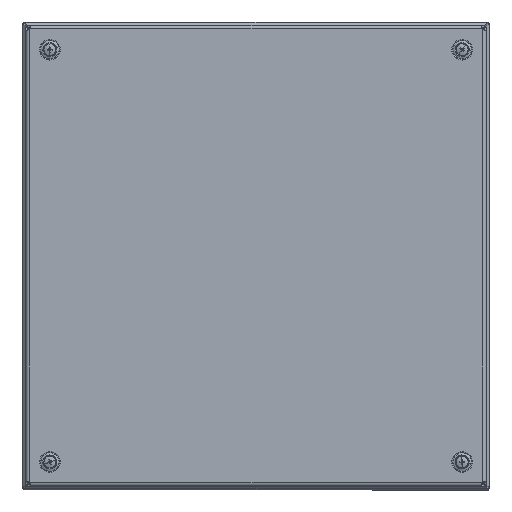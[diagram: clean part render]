
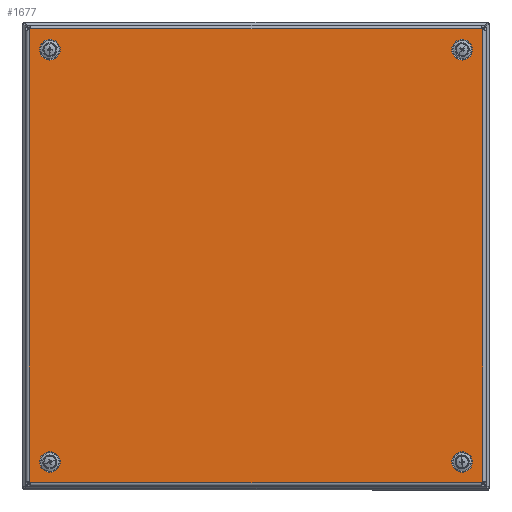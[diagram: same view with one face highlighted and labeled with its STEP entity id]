
A CAD part, top view. The second image highlights one B-rep face of the part: STEP entity #1677.
In plain terms, the highlighted face is planar.
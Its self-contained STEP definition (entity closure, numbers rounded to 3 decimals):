
#680 = ORIENTED_EDGE ( 'NONE', *, *, #17406, .T. ) ;
#704 = EDGE_LOOP ( 'NONE', ( #680, #29632 ) ) ;
#1634 = VERTEX_POINT ( 'NONE', #7811 ) ;
#1635 = ORIENTED_EDGE ( 'NONE', *, *, #1636, .T. ) ;
#1636 = EDGE_CURVE ( 'NONE', #1634, #1637, #7810, .T. ) ;
#1637 = VERTEX_POINT ( 'NONE', #7806 ) ;
#1638 = ORIENTED_EDGE ( 'NONE', *, *, #1639, .F. ) ;
#1639 = EDGE_CURVE ( 'NONE', #1640, #1637, #7805, .T. ) ;
#1640 = VERTEX_POINT ( 'NONE', #7800 ) ;
#1641 = ORIENTED_EDGE ( 'NONE', *, *, #1642, .T. ) ;
#1642 = EDGE_CURVE ( 'NONE', #1640, #1643, #7799, .T. ) ;
#1643 = VERTEX_POINT ( 'NONE', #7795 ) ;
#1644 = ORIENTED_EDGE ( 'NONE', *, *, #1728, .T. ) ;
#1660 = ORIENTED_EDGE ( 'NONE', *, *, #1662, .F. ) ;
#1662 = EDGE_CURVE ( 'NONE', #3249, #3195, #7839, .T. ) ;
#1663 = ORIENTED_EDGE ( 'NONE', *, *, #3248, .F. ) ;
#1664 = EDGE_LOOP ( 'NONE', ( #1665, #1666 ) ) ;
#1665 = ORIENTED_EDGE ( 'NONE', *, *, #27899, .T. ) ;
#1666 = ORIENTED_EDGE ( 'NONE', *, *, #1667, .T. ) ;
#1667 = EDGE_CURVE ( 'NONE', #27894, #27901, #7834, .T. ) ;
#1669 = EDGE_LOOP ( 'NONE', ( #1670, #1672 ) ) ;
#1670 = ORIENTED_EDGE ( 'NONE', *, *, #1671, .F. ) ;
#1671 = EDGE_CURVE ( 'NONE', #28219, #28215, #7829, .T. ) ;
#1672 = ORIENTED_EDGE ( 'NONE', *, *, #28217, .F. ) ;
#1673 = EDGE_LOOP ( 'NONE', ( #1719, #1635, #1638, #1641, #1644, #1825, #1828, #1831 ) ) ;
#1677 = ADVANCED_FACE ( 'NONE', ( #7824, #7823, #7822, #7821, #7820 ), #7819, .F. ) ;
#1719 = ORIENTED_EDGE ( 'NONE', *, *, #1720, .T. ) ;
#1720 = EDGE_CURVE ( 'NONE', #1721, #1634, #7924, .T. ) ;
#1721 = VERTEX_POINT ( 'NONE', #7919 ) ;
#1728 = EDGE_CURVE ( 'NONE', #1643, #1775, #7907, .T. ) ;
#1775 = VERTEX_POINT ( 'NONE', #8036 ) ;
#1825 = ORIENTED_EDGE ( 'NONE', *, *, #1826, .T. ) ;
#1826 = EDGE_CURVE ( 'NONE', #1775, #1827, #8126, .T. ) ;
#1827 = VERTEX_POINT ( 'NONE', #8122 ) ;
#1828 = ORIENTED_EDGE ( 'NONE', *, *, #1829, .F. ) ;
#1829 = EDGE_CURVE ( 'NONE', #1830, #1827, #8121, .T. ) ;
#1830 = VERTEX_POINT ( 'NONE', #8116 ) ;
#1831 = ORIENTED_EDGE ( 'NONE', *, *, #1832, .T. ) ;
#1832 = EDGE_CURVE ( 'NONE', #1830, #1721, #8115, .T. ) ;
#3195 = VERTEX_POINT ( 'NONE', #11705 ) ;
#3248 = EDGE_CURVE ( 'NONE', #3195, #3249, #11846, .T. ) ;
#3249 = VERTEX_POINT ( 'NONE', #11841 ) ;
#7795 = CARTESIAN_POINT ( 'NONE',  ( 194., -193.5, 0. ) ) ;
#7796 = DIRECTION ( 'NONE',  ( 0., -1., 0. ) ) ;
#7797 = VECTOR ( 'NONE', #7796, 1000. ) ;
#7798 = CARTESIAN_POINT ( 'NONE',  ( 194., -210., 0. ) ) ;
#7799 = LINE ( 'NONE', #7798, #7797 ) ;
#7800 = CARTESIAN_POINT ( 'NONE',  ( 194., 193.5, 0. ) ) ;
#7801 = DIRECTION ( 'NONE',  ( -1., 0., 0. ) ) ;
#7802 = DIRECTION ( 'NONE',  ( 0., 0., -1. ) ) ;
#7803 = CARTESIAN_POINT ( 'NONE',  ( 195.5, 195.5, 0. ) ) ;
#7804 = AXIS2_PLACEMENT_3D ( 'NONE', #7803, #7802, #7801 ) ;
#7805 = CIRCLE ( 'NONE', #7804, 2.5 ) ;
#7806 = CARTESIAN_POINT ( 'NONE',  ( 193.5, 194., 0. ) ) ;
#7807 = DIRECTION ( 'NONE',  ( 1., 0., 0. ) ) ;
#7808 = VECTOR ( 'NONE', #7807, 1000. ) ;
#7809 = CARTESIAN_POINT ( 'NONE',  ( -210., 194., 0. ) ) ;
#7810 = LINE ( 'NONE', #7809, #7808 ) ;
#7811 = CARTESIAN_POINT ( 'NONE',  ( -193.5, 194., 0. ) ) ;
#7819 = PLANE ( 'NONE',  #7882 ) ;
#7820 = FACE_OUTER_BOUND ( 'NONE', #1673, .T. ) ;
#7821 = FACE_BOUND ( 'NONE', #1669, .T. ) ;
#7822 = FACE_BOUND ( 'NONE', #1664, .T. ) ;
#7823 = FACE_BOUND ( 'NONE', #29258, .T. ) ;
#7824 = FACE_BOUND ( 'NONE', #704, .T. ) ;
#7825 = DIRECTION ( 'NONE',  ( 0., 1., 0. ) ) ;
#7826 = DIRECTION ( 'NONE',  ( 0., 0., -1. ) ) ;
#7827 = CARTESIAN_POINT ( 'NONE',  ( 176.25, 176.25, 0. ) ) ;
#7828 = AXIS2_PLACEMENT_3D ( 'NONE', #7827, #7826, #7825 ) ;
#7829 = CIRCLE ( 'NONE', #7828, 8.817 ) ;
#7830 = DIRECTION ( 'NONE',  ( 0., 1., 0. ) ) ;
#7831 = DIRECTION ( 'NONE',  ( 0., 0., 1. ) ) ;
#7832 = CARTESIAN_POINT ( 'NONE',  ( -176.25, 176.25, 0. ) ) ;
#7833 = AXIS2_PLACEMENT_3D ( 'NONE', #7832, #7831, #7830 ) ;
#7834 = CIRCLE ( 'NONE', #7833, 8.817 ) ;
#7835 = DIRECTION ( 'NONE',  ( 0., 1., 0. ) ) ;
#7836 = DIRECTION ( 'NONE',  ( 0., 0., -1. ) ) ;
#7837 = CARTESIAN_POINT ( 'NONE',  ( 176.25, -176.25, 0. ) ) ;
#7838 = AXIS2_PLACEMENT_3D ( 'NONE', #7837, #7836, #7835 ) ;
#7839 = CIRCLE ( 'NONE', #7838, 8.817 ) ;
#7879 = DIRECTION ( 'NONE',  ( 1., 0., 0. ) ) ;
#7880 = DIRECTION ( 'NONE',  ( 0., 0., 1. ) ) ;
#7881 = CARTESIAN_POINT ( 'NONE',  ( -210., -210., 0. ) ) ;
#7882 = AXIS2_PLACEMENT_3D ( 'NONE', #7881, #7880, #7879 ) ;
#7906 = AXIS2_PLACEMENT_3D ( 'NONE', #7972, #7971, #7970 ) ;
#7907 = CIRCLE ( 'NONE', #7906, 2.5 ) ;
#7919 = CARTESIAN_POINT ( 'NONE',  ( -194., 193.5, 0. ) ) ;
#7920 = DIRECTION ( 'NONE',  ( 1., 0., 0. ) ) ;
#7921 = DIRECTION ( 'NONE',  ( 0., 0., 1. ) ) ;
#7922 = CARTESIAN_POINT ( 'NONE',  ( -195.5, 195.5, 0. ) ) ;
#7923 = AXIS2_PLACEMENT_3D ( 'NONE', #7922, #7921, #7920 ) ;
#7924 = CIRCLE ( 'NONE', #7923, 2.5 ) ;
#7970 = DIRECTION ( 'NONE',  ( -1., 0., 0. ) ) ;
#7971 = DIRECTION ( 'NONE',  ( 0., 0., 1. ) ) ;
#7972 = CARTESIAN_POINT ( 'NONE',  ( 195.5, -195.5, 0. ) ) ;
#8036 = CARTESIAN_POINT ( 'NONE',  ( 193.5, -194., 0. ) ) ;
#8112 = DIRECTION ( 'NONE',  ( 0., 1., 0. ) ) ;
#8113 = VECTOR ( 'NONE', #8112, 1000. ) ;
#8114 = CARTESIAN_POINT ( 'NONE',  ( -194., -210., 0. ) ) ;
#8115 = LINE ( 'NONE', #8114, #8113 ) ;
#8116 = CARTESIAN_POINT ( 'NONE',  ( -194., -193.5, 0. ) ) ;
#8117 = DIRECTION ( 'NONE',  ( 1., 0., 0. ) ) ;
#8118 = DIRECTION ( 'NONE',  ( 0., 0., -1. ) ) ;
#8119 = CARTESIAN_POINT ( 'NONE',  ( -195.5, -195.5, 0. ) ) ;
#8120 = AXIS2_PLACEMENT_3D ( 'NONE', #8119, #8118, #8117 ) ;
#8121 = CIRCLE ( 'NONE', #8120, 2.5 ) ;
#8122 = CARTESIAN_POINT ( 'NONE',  ( -193.5, -194., 0. ) ) ;
#8123 = DIRECTION ( 'NONE',  ( -1., 0., 0. ) ) ;
#8124 = VECTOR ( 'NONE', #8123, 1000. ) ;
#8125 = CARTESIAN_POINT ( 'NONE',  ( -210., -194., 0. ) ) ;
#8126 = LINE ( 'NONE', #8125, #8124 ) ;
#11705 = CARTESIAN_POINT ( 'NONE',  ( 176.25, -185.067, 0. ) ) ;
#11841 = CARTESIAN_POINT ( 'NONE',  ( 176.25, -167.433, 0. ) ) ;
#11842 = DIRECTION ( 'NONE',  ( 0., 1., 0. ) ) ;
#11843 = DIRECTION ( 'NONE',  ( 0., 0., -1. ) ) ;
#11844 = CARTESIAN_POINT ( 'NONE',  ( 176.25, -176.25, 0. ) ) ;
#11845 = AXIS2_PLACEMENT_3D ( 'NONE', #11844, #11843, #11842 ) ;
#11846 = CIRCLE ( 'NONE', #11845, 8.817 ) ;
#15760 = CARTESIAN_POINT ( 'NONE',  ( -176.25, -167.433, 0. ) ) ;
#15802 = DIRECTION ( 'NONE',  ( 0., 1., 0. ) ) ;
#15803 = DIRECTION ( 'NONE',  ( 0., 0., 1. ) ) ;
#15804 = CARTESIAN_POINT ( 'NONE',  ( -176.25, -176.25, 0. ) ) ;
#15805 = AXIS2_PLACEMENT_3D ( 'NONE', #15804, #15803, #15802 ) ;
#15806 = CIRCLE ( 'NONE', #15805, 8.817 ) ;
#15840 = CARTESIAN_POINT ( 'NONE',  ( -176.25, -185.067, 0. ) ) ;
#17390 = VERTEX_POINT ( 'NONE', #15760 ) ;
#17406 = EDGE_CURVE ( 'NONE', #17390, #17411, #15806, .T. ) ;
#17411 = VERTEX_POINT ( 'NONE', #15840 ) ;
#20005 = CARTESIAN_POINT ( 'NONE',  ( -176.25, 185.067, 0. ) ) ;
#20006 = DIRECTION ( 'NONE',  ( 0., 1., 0. ) ) ;
#20007 = DIRECTION ( 'NONE',  ( 0., 0., 1. ) ) ;
#20008 = CARTESIAN_POINT ( 'NONE',  ( -176.25, 176.25, 0. ) ) ;
#20009 = AXIS2_PLACEMENT_3D ( 'NONE', #20008, #20007, #20006 ) ;
#20010 = CIRCLE ( 'NONE', #20009, 8.817 ) ;
#20011 = CARTESIAN_POINT ( 'NONE',  ( -176.25, 167.433, 0. ) ) ;
#20377 = CIRCLE ( 'NONE', #20444, 8.817 ) ;
#20378 = CARTESIAN_POINT ( 'NONE',  ( 176.25, 167.433, 0. ) ) ;
#20440 = CARTESIAN_POINT ( 'NONE',  ( 176.25, 185.067, 0. ) ) ;
#20441 = DIRECTION ( 'NONE',  ( 0., 1., 0. ) ) ;
#20442 = DIRECTION ( 'NONE',  ( 0., 0., -1. ) ) ;
#20443 = CARTESIAN_POINT ( 'NONE',  ( 176.25, 176.25, 0. ) ) ;
#20444 = AXIS2_PLACEMENT_3D ( 'NONE', #20443, #20442, #20441 ) ;
#22340 = DIRECTION ( 'NONE',  ( 0., 1., 0. ) ) ;
#22341 = DIRECTION ( 'NONE',  ( 0., 0., 1. ) ) ;
#22342 = CARTESIAN_POINT ( 'NONE',  ( -176.25, -176.25, 0. ) ) ;
#22343 = AXIS2_PLACEMENT_3D ( 'NONE', #22342, #22341, #22340 ) ;
#22344 = CIRCLE ( 'NONE', #22343, 8.817 ) ;
#27894 = VERTEX_POINT ( 'NONE', #20011 ) ;
#27899 = EDGE_CURVE ( 'NONE', #27901, #27894, #20010, .T. ) ;
#27901 = VERTEX_POINT ( 'NONE', #20005 ) ;
#28215 = VERTEX_POINT ( 'NONE', #20378 ) ;
#28217 = EDGE_CURVE ( 'NONE', #28215, #28219, #20377, .T. ) ;
#28219 = VERTEX_POINT ( 'NONE', #20440 ) ;
#29257 = EDGE_CURVE ( 'NONE', #17411, #17390, #22344, .T. ) ;
#29258 = EDGE_LOOP ( 'NONE', ( #1660, #1663 ) ) ;
#29632 = ORIENTED_EDGE ( 'NONE', *, *, #29257, .T. ) ;
